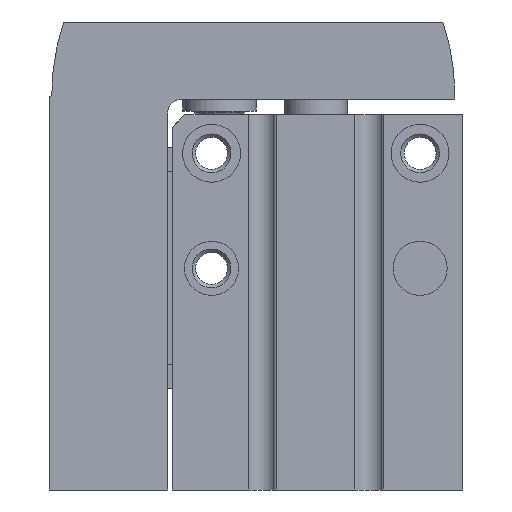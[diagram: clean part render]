
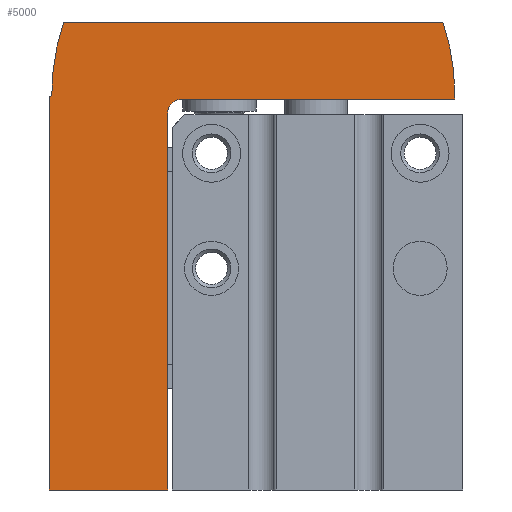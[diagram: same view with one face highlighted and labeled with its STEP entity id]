
A CAD part, left-side view. The second image highlights one B-rep face of the part: STEP entity #5000.
In plain terms, the highlighted planar face has unit normal (-1, 0, 0).
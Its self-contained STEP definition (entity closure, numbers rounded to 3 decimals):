
#189=PLANE('',#6474);
#390=CIRCLE('',#6441,1.8);
#416=CIRCLE('',#6475,30.);
#417=CIRCLE('',#6476,30.);
#1403=ORIENTED_EDGE('',*,*,#2288,.F.);
#1404=ORIENTED_EDGE('',*,*,#2324,.F.);
#1405=ORIENTED_EDGE('',*,*,#2309,.F.);
#1406=ORIENTED_EDGE('',*,*,#2325,.F.);
#1407=ORIENTED_EDGE('',*,*,#2326,.T.);
#1408=ORIENTED_EDGE('',*,*,#2301,.F.);
#1409=ORIENTED_EDGE('',*,*,#2256,.F.);
#1410=ORIENTED_EDGE('',*,*,#2283,.F.);
#1411=ORIENTED_EDGE('',*,*,#2280,.T.);
#1412=ORIENTED_EDGE('',*,*,#2319,.F.);
#2256=EDGE_CURVE('',#2820,#2821,#3258,.T.);
#2280=EDGE_CURVE('',#2836,#2842,#390,.T.);
#2283=EDGE_CURVE('',#2836,#2820,#3276,.T.);
#2288=EDGE_CURVE('',#2846,#2847,#3280,.T.);
#2301=EDGE_CURVE('',#2821,#2858,#3285,.T.);
#2309=EDGE_CURVE('',#2866,#2867,#3286,.T.);
#2319=EDGE_CURVE('',#2847,#2842,#3290,.T.);
#2324=EDGE_CURVE('',#2867,#2846,#416,.T.);
#2325=EDGE_CURVE('',#2877,#2866,#417,.T.);
#2326=EDGE_CURVE('',#2877,#2858,#3293,.T.);
#2820=VERTEX_POINT('',#9201);
#2821=VERTEX_POINT('',#9203);
#2836=VERTEX_POINT('',#9237);
#2842=VERTEX_POINT('',#9255);
#2846=VERTEX_POINT('',#9270);
#2847=VERTEX_POINT('',#9272);
#2858=VERTEX_POINT('',#9295);
#2866=VERTEX_POINT('',#9314);
#2867=VERTEX_POINT('',#9315);
#2877=VERTEX_POINT('',#9344);
#3258=LINE('',#9202,#3630);
#3276=LINE('',#9261,#3648);
#3280=LINE('',#9271,#3652);
#3285=LINE('',#9297,#3657);
#3286=LINE('',#9313,#3658);
#3290=LINE('',#9334,#3662);
#3293=LINE('',#9345,#3665);
#3630=VECTOR('',#7639,1000.);
#3648=VECTOR('',#7677,1000.);
#3652=VECTOR('',#7687,1000.);
#3657=VECTOR('',#7710,1000.);
#3658=VECTOR('',#7727,1000.);
#3662=VECTOR('',#7745,1000.);
#3665=VECTOR('',#7760,1000.);
#4037=EDGE_LOOP('',(#1403,#1404,#1405,#1406,#1407,#1408,#1409,#1410,#1411,
#1412));
#4511=FACE_BOUND('',#4037,.T.);
#5000=ADVANCED_FACE('',(#4511),#189,.F.);
#6441=AXIS2_PLACEMENT_3D('',#9256,#7670,#7671);
#6474=AXIS2_PLACEMENT_3D('',#9341,#7754,#7755);
#6475=AXIS2_PLACEMENT_3D('',#9342,#7756,#7757);
#6476=AXIS2_PLACEMENT_3D('',#9343,#7758,#7759);
#7639=DIRECTION('',(0.,1.,0.));
#7670=DIRECTION('',(1.,0.,0.));
#7671=DIRECTION('',(0.,0.,-1.));
#7677=DIRECTION('',(0.,0.,-1.));
#7687=DIRECTION('',(0.,0.,-1.));
#7710=DIRECTION('',(0.,0.,1.));
#7727=DIRECTION('',(0.,-1.,0.));
#7745=DIRECTION('',(0.,1.,0.));
#7754=DIRECTION('',(1.,0.,0.));
#7755=DIRECTION('',(0.,0.,-1.));
#7756=DIRECTION('',(1.,0.,0.));
#7757=DIRECTION('',(0.,0.,-1.));
#7758=DIRECTION('',(1.,0.,0.));
#7759=DIRECTION('',(0.,0.,-1.));
#7760=DIRECTION('',(0.,0.848,-0.53));
#9201=CARTESIAN_POINT('',(-11.65,37.2,-60.6));
#9202=CARTESIAN_POINT('',(-11.65,37.2,-60.6));
#9203=CARTESIAN_POINT('',(-11.65,52.5,-60.6));
#9237=CARTESIAN_POINT('',(-11.65,37.2,-11.8));
#9255=CARTESIAN_POINT('',(-11.65,35.4,-10.));
#9256=CARTESIAN_POINT('',(-11.65,35.4,-11.8));
#9261=CARTESIAN_POINT('',(-11.65,37.2,-11.8));
#9270=CARTESIAN_POINT('',(-11.65,0.,-9.5));
#9271=CARTESIAN_POINT('',(-11.65,0.,0.));
#9272=CARTESIAN_POINT('',(-11.65,0.,-10.));
#9295=CARTESIAN_POINT('',(-11.65,52.5,-9.687));
#9297=CARTESIAN_POINT('',(-11.65,52.5,-60.6));
#9313=CARTESIAN_POINT('',(-11.65,52.5,0.));
#9314=CARTESIAN_POINT('',(-11.65,50.656,0.));
#9315=CARTESIAN_POINT('',(-11.65,1.544,0.));
#9334=CARTESIAN_POINT('',(-11.65,0.,-10.));
#9341=CARTESIAN_POINT('',(-11.65,35.4,-11.8));
#9342=CARTESIAN_POINT('',(-11.65,30.,-9.5));
#9343=CARTESIAN_POINT('',(-11.65,22.2,-9.5));
#9344=CARTESIAN_POINT('',(-11.65,52.2,-9.5));
#9345=CARTESIAN_POINT('',(-11.65,52.2,-9.5));
